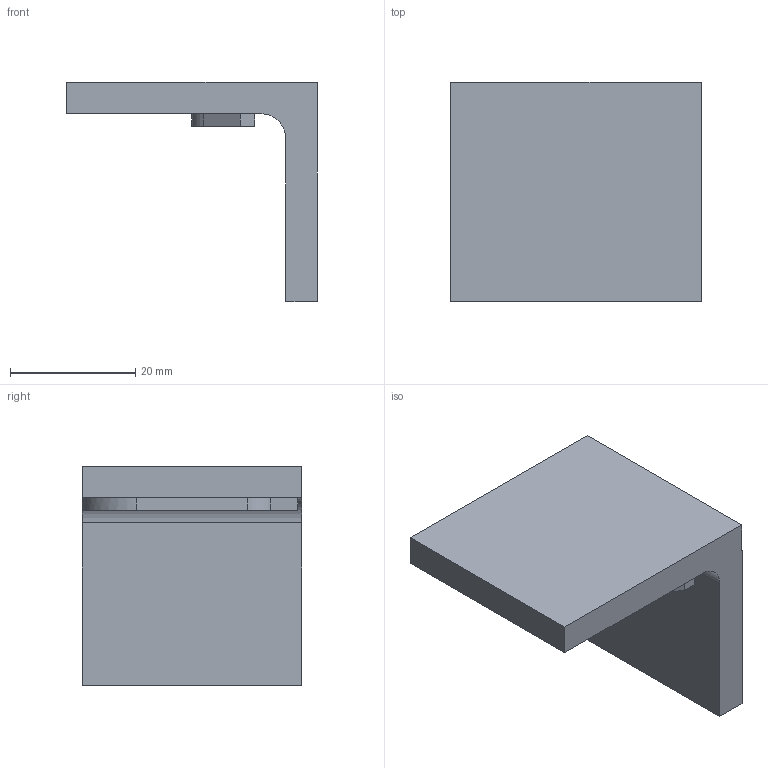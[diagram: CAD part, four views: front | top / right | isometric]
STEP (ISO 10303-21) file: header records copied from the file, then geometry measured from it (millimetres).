
FILE_DESCRIPTION(/* description */ (''),/* implementation_level */ '2;1');
FILE_NAME(/* name */ 'Aruco_Adapter_Shoulder.stp',/* time_stamp */ '2024-02-13T10:58:17+01:00',/* author */ ('Pavel Povolni'),/* organization */ (''),/* preprocessor_version */ 'ST-DEVELOPER v19.2',/* originating_system */ 'Autodesk Inventor 2024',/* authorisation */ '');
FILE_SCHEMA (('AUTOMOTIVE_DESIGN { 1 0 10303 214 3 1 1 }'));
Length unit declared in the file: millimetre
Products named in the file (1): Araco_Adapter_Schukter
Bounding box: 40.01 x 35 x 35 mm (x, y, z)
Volume: 12978.7 mm3; surface area: 6058.9 mm2
Topology: 1 solids, 1 shells, 19 faces, 51 edges, 34 vertices
Faces by surface type: plane 16, bspline 2, cylinder 1
Entity records: 746 total; most frequent: CARTESIAN_POINT 235, ORIENTED_EDGE 102, DIRECTION 85, EDGE_CURVE 51, LINE 45, VECTOR 45, VERTEX_POINT 34, AXIS2_PLACEMENT_3D 20
